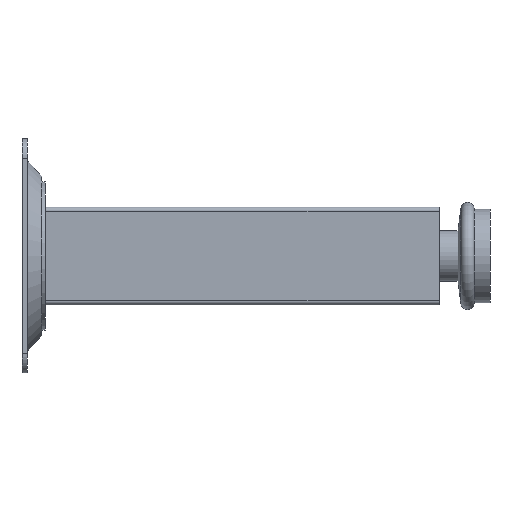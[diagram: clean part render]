
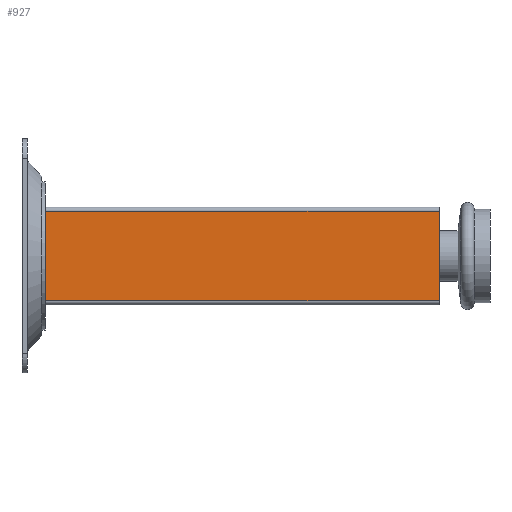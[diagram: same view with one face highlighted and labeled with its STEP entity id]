
A CAD part, left-side view. The second image highlights one B-rep face of the part: STEP entity #927.
In plain terms, the highlighted planar face has unit normal (-1, 0, 0).
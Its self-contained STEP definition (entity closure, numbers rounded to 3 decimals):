
#46 = ORIENTED_EDGE ( 'NONE', *, *, #1224, .T. ) ;
#76 = CARTESIAN_POINT ( 'NONE',  ( -12.5, 205.037, -11.5 ) ) ;
#85 = EDGE_LOOP ( 'NONE', ( #1254, #46, #834, #1305 ) ) ;
#88 = DIRECTION ( 'NONE',  ( 0., 1., 0. ) ) ;
#95 = LINE ( 'NONE', #694, #1124 ) ;
#99 = VERTEX_POINT ( 'NONE', #1050 ) ;
#115 = PLANE ( 'NONE',  #480 ) ;
#130 = EDGE_CURVE ( 'NONE', #488, #1132, #640, .T. ) ;
#378 = LINE ( 'NONE', #784, #929 ) ;
#480 = AXIS2_PLACEMENT_3D ( 'NONE', #524, #921, #1207 ) ;
#483 = DIRECTION ( 'NONE',  ( 0., -1., 0. ) ) ;
#488 = VERTEX_POINT ( 'NONE', #1101 ) ;
#524 = CARTESIAN_POINT ( 'NONE',  ( -12.5, 205.037, 12.5 ) ) ;
#640 = LINE ( 'NONE', #1045, #1282 ) ;
#694 = CARTESIAN_POINT ( 'NONE',  ( -12.5, 205.037, 11.5 ) ) ;
#770 = CARTESIAN_POINT ( 'NONE',  ( -12.5, 114., -11.5 ) ) ;
#773 = DIRECTION ( 'NONE',  ( 0., 0., -1. ) ) ;
#784 = CARTESIAN_POINT ( 'NONE',  ( -12.5, 114., 12.5 ) ) ;
#805 = FACE_OUTER_BOUND ( 'NONE', #85, .T. ) ;
#834 = ORIENTED_EDGE ( 'NONE', *, *, #130, .F. ) ;
#921 = DIRECTION ( 'NONE',  ( -1., 0., 0. ) ) ;
#927 = ADVANCED_FACE ( 'NONE', ( #805 ), #115, .T. ) ;
#929 = VECTOR ( 'NONE', #773, 1000. ) ;
#1017 = VECTOR ( 'NONE', #483, 1000. ) ;
#1026 = EDGE_CURVE ( 'NONE', #99, #1125, #378, .T. ) ;
#1039 = DIRECTION ( 'NONE',  ( 0., 0., -1. ) ) ;
#1045 = CARTESIAN_POINT ( 'NONE',  ( -12.5, 13., 12.5 ) ) ;
#1050 = CARTESIAN_POINT ( 'NONE',  ( -12.5, 114., 11.5 ) ) ;
#1101 = CARTESIAN_POINT ( 'NONE',  ( -12.5, 13., 11.5 ) ) ;
#1124 = VECTOR ( 'NONE', #88, 1000. ) ;
#1125 = VERTEX_POINT ( 'NONE', #770 ) ;
#1132 = VERTEX_POINT ( 'NONE', #1174 ) ;
#1174 = CARTESIAN_POINT ( 'NONE',  ( -12.5, 13., -11.5 ) ) ;
#1181 = LINE ( 'NONE', #76, #1017 ) ;
#1207 = DIRECTION ( 'NONE',  ( 0., 0., 1. ) ) ;
#1224 = EDGE_CURVE ( 'NONE', #1125, #1132, #1181, .T. ) ;
#1254 = ORIENTED_EDGE ( 'NONE', *, *, #1026, .T. ) ;
#1274 = EDGE_CURVE ( 'NONE', #488, #99, #95, .T. ) ;
#1282 = VECTOR ( 'NONE', #1039, 1000. ) ;
#1305 = ORIENTED_EDGE ( 'NONE', *, *, #1274, .T. ) ;
